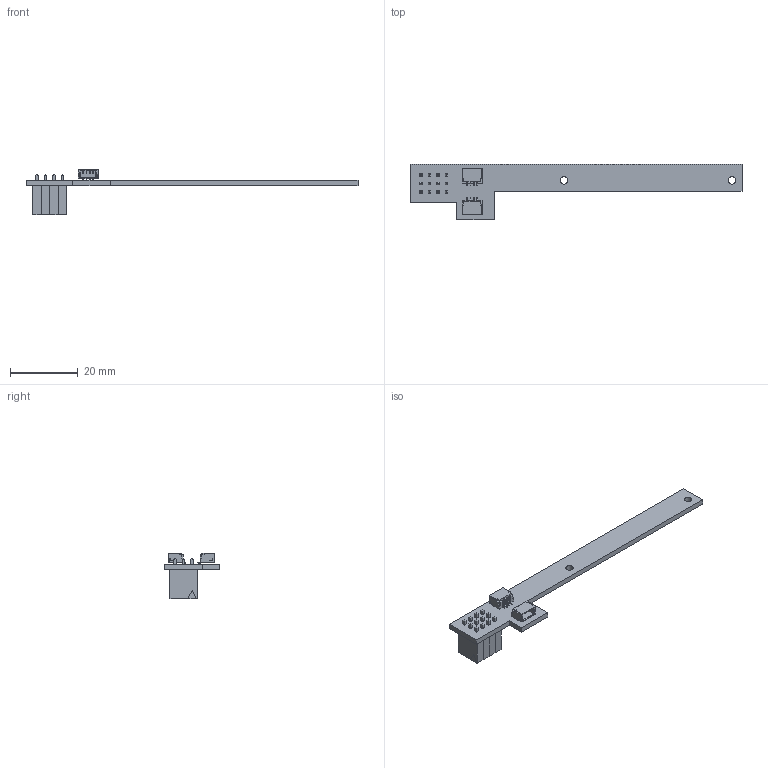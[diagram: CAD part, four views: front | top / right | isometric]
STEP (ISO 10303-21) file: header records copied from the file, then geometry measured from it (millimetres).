
FILE_DESCRIPTION(('KiCad electronic assembly'),'2;1');
FILE_NAME('RIO to STEMMA Dual.step','2023-12-09T20:57:55',('Pcbnew'),( 'Kicad'),'Open CASCADE STEP processor 7.6','KiCad to STEP converter' ,'Unknown');
FILE_SCHEMA(('AUTOMOTIVE_DESIGN { 1 0 10303 214 1 1 1 1 }'));
Length unit declared in the file: millimetre
Products named in the file (6): RIO to STEMMA Dual 1; qwicc; COMPOUND; M20-7820342; RIO to STEMMA Dual PCB
Assembly tree (9 placements, depth 3):
  RIO to STEMMA Dual 1
    qwicc  x2
      COMPOUND
    M20-7820342  x4
      COMPOUND
    RIO to STEMMA Dual PCB
Bounding box: 98.23 x 16.5 x 13.61 mm (x, y, z)
Volume: 2220.4 mm3; surface area: 3935.6 mm2
Topology: 31 solids, 31 shells, 746 faces, 1918 edges, 1240 vertices
Faces by surface type: bspline 722, cylinder 14, plane 10
Full cylindrical faces by diameter (mm): 0.762 x12, 2.2 x2
Entity records: 19021 total; most frequent: CARTESIAN_POINT 7310, B_SPLINE_CURVE_WITH_KNOTS 2195, ORIENTED_EDGE 1702, PCURVE 1702, DEFINITIONAL_REPRESENTATION 1702, EDGE_CURVE 851, SURFACE_CURVE 837, VERTEX_POINT 556
